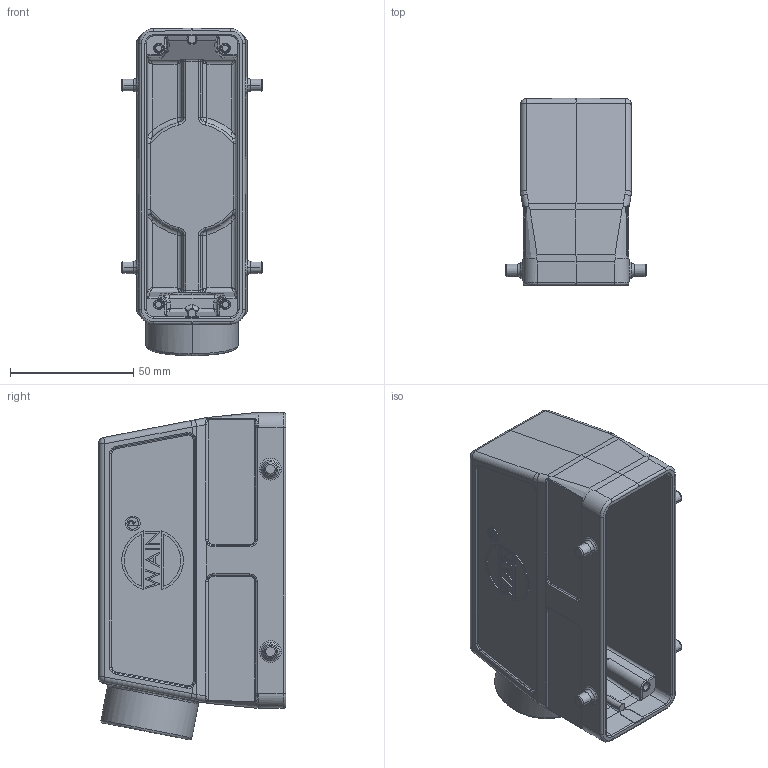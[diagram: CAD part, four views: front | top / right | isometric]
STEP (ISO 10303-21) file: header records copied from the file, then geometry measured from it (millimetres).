
FILE_DESCRIPTION((''),'2;1');
FILE_NAME('H24B-SEH-4B-M32','2019-02-22T',('sh.ye'),(''),'PRO/ENGINEER BY PARAMETRIC TECHNOLOGY CORPORATION, 2015240','PRO/ENGINEER BY PARAMETRIC TECHNOLOGY CORPORATION, 2015240','');
FILE_SCHEMA(('AUTOMOTIVE_DESIGN { 1 0 10303 214 1 1 1 1 }'));
Length unit declared in the file: millimetre
Products named in the file (1): H24B-SEH-4B-M32
Bounding box: 57 x 76 x 132.88 mm (x, y, z)
Surface area: 56525.3 mm2 (no closed solid volume)
Topology: 0 solids, 1 shells, 723 faces, 1763 edges, 1054 vertices
Faces by surface type: plane 235, cylinder 197, bspline 138, torus 87, cone 48, extrusion 10, sphere 8
Entity records: 29483 total; most frequent: CARTESIAN_POINT 13494, ORIENTED_EDGE 3470, DIRECTION 3026, EDGE_CURVE 1735, AXIS2_PLACEMENT_3D 1116, VERTEX_POINT 1054, VECTOR 794, LINE 784
